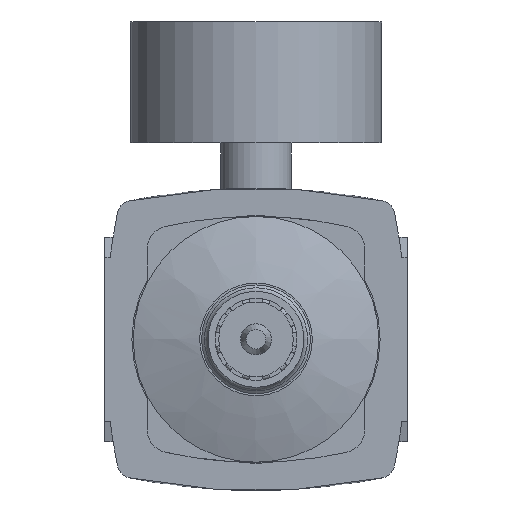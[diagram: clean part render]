
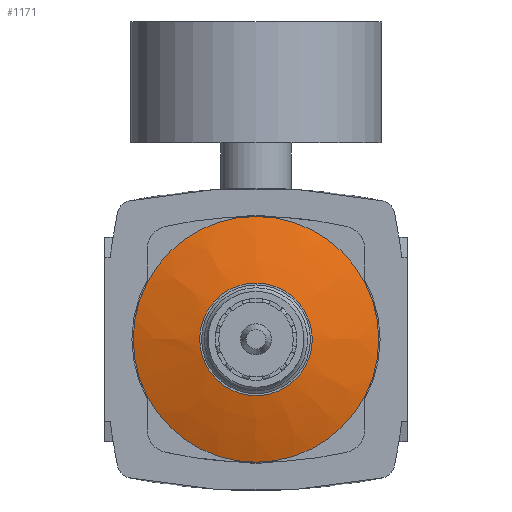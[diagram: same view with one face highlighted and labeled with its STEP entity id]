
A CAD part, front view. The second image highlights one B-rep face of the part: STEP entity #1171.
In plain terms, the highlighted free-form (B-spline) face has degree [3, 3] with [4, 7] control points.
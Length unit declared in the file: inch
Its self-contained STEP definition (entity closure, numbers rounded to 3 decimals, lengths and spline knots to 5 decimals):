
#1171 = ADVANCED_FACE( '', ( #2453, #2454 ), #2455, .T. );
#2453 = FACE_OUTER_BOUND( '', #3864, .T. );
#2454 = FACE_OUTER_BOUND( '', #3865, .T. );
#2455 = ( BOUNDED_SURFACE(  )B_SPLINE_SURFACE( 3, 3, ( ( #3868, #3869, #3870, #3871, #3872, #3873, #3874 ), ( #3875, #3876, #3877, #3878, #3879, #3880, #3881 ), ( #3882, #3883, #3884, #3885, #3886, #3887, #3888 ), ( #3889, #3890, #3891, #3892, #3893, #3894, #3895 ) ), .UNSPECIFIED., .F., .T., .F. )B_SPLINE_SURFACE_WITH_KNOTS( ( 4, 4 ), ( 4, 3, 4 ), ( 0., 6.28319 ), ( 1.21911, 1.2899, 1.36068 ), .UNSPECIFIED. )GEOMETRIC_REPRESENTATION_ITEM(  )RATIONAL_B_SPLINE_SURFACE( ( ( 1., 0.333, 0.333, 1., 0.333, 0.333, 1. ), ( 0.998, 0.333, 0.333, 0.998, 0.333, 0.333, 0.998 ), ( 0.998, 0.333, 0.333, 0.998, 0.333, 0.333, 0.998 ), ( 1., 0.333, 0.333, 1., 0.333, 0.333, 1. ) ) )REPRESENTATION_ITEM( '' )SURFACE(  ) );
#3864 = EDGE_LOOP( '', ( #7058, #7059, #7060, #7061, #7062, #7063 ) );
#3865 = EDGE_LOOP( '', ( #7064 ) );
#3868 = CARTESIAN_POINT( '', ( 0.44016, -4.471, 0. ) );
#3869 = CARTESIAN_POINT( '', ( 0.44016, -4.471, 0.88031 ) );
#3870 = CARTESIAN_POINT( '', ( -0.44016, -4.471, 0.88031 ) );
#3871 = CARTESIAN_POINT( '', ( -0.44016, -4.471, 0. ) );
#3872 = CARTESIAN_POINT( '', ( -0.44016, -4.471, -0.88031 ) );
#3873 = CARTESIAN_POINT( '', ( 0.44016, -4.471, -0.88031 ) );
#3874 = CARTESIAN_POINT( '', ( 0.44016, -4.471, 0. ) );
#3875 = CARTESIAN_POINT( '', ( 0.61685, -4.43332, 0. ) );
#3876 = CARTESIAN_POINT( '', ( 0.61685, -4.43332, 1.2337 ) );
#3877 = CARTESIAN_POINT( '', ( -0.61685, -4.43332, 1.2337 ) );
#3878 = CARTESIAN_POINT( '', ( -0.61685, -4.43332, 0. ) );
#3879 = CARTESIAN_POINT( '', ( -0.61685, -4.43332, -1.2337 ) );
#3880 = CARTESIAN_POINT( '', ( 0.61685, -4.43332, -1.2337 ) );
#3881 = CARTESIAN_POINT( '', ( 0.61685, -4.43332, 0. ) );
#3882 = CARTESIAN_POINT( '', ( 0.79043, -4.38324, 0. ) );
#3883 = CARTESIAN_POINT( '', ( 0.79043, -4.38324, 1.58087 ) );
#3884 = CARTESIAN_POINT( '', ( -0.79043, -4.38324, 1.58087 ) );
#3885 = CARTESIAN_POINT( '', ( -0.79043, -4.38324, 0. ) );
#3886 = CARTESIAN_POINT( '', ( -0.79043, -4.38324, -1.58087 ) );
#3887 = CARTESIAN_POINT( '', ( 0.79043, -4.38324, -1.58087 ) );
#3888 = CARTESIAN_POINT( '', ( 0.79043, -4.38324, 0. ) );
#3889 = CARTESIAN_POINT( '', ( 0.96004, -4.321, 0. ) );
#3890 = CARTESIAN_POINT( '', ( 0.96004, -4.321, 1.92008 ) );
#3891 = CARTESIAN_POINT( '', ( -0.96004, -4.321, 1.92008 ) );
#3892 = CARTESIAN_POINT( '', ( -0.96004, -4.321, 0. ) );
#3893 = CARTESIAN_POINT( '', ( -0.96004, -4.321, -1.92008 ) );
#3894 = CARTESIAN_POINT( '', ( 0.96004, -4.321, -1.92008 ) );
#3895 = CARTESIAN_POINT( '', ( 0.96004, -4.321, 0. ) );
#7058 = ORIENTED_EDGE( '', *, *, #8051, .T. );
#7059 = ORIENTED_EDGE( '', *, *, #7640, .T. );
#7060 = ORIENTED_EDGE( '', *, *, #8706, .T. );
#7061 = ORIENTED_EDGE( '', *, *, #7801, .T. );
#7062 = ORIENTED_EDGE( '', *, *, #7645, .T. );
#7063 = ORIENTED_EDGE( '', *, *, #8847, .T. );
#7064 = ORIENTED_EDGE( '', *, *, #8848, .F. );
#7640 = EDGE_CURVE( '', #8953, #8954, #8955, .T. );
#7645 = EDGE_CURVE( '', #8964, #8962, #8965, .T. );
#7801 = EDGE_CURVE( '', #9119, #8964, #9255, .T. );
#8051 = EDGE_CURVE( '', #9667, #8953, #9668, .T. );
#8706 = EDGE_CURVE( '', #8954, #9119, #10615, .T. );
#8847 = EDGE_CURVE( '', #8962, #9667, #10783, .T. );
#8848 = EDGE_CURVE( '', #10784, #10784, #10785, .T. );
#8953 = VERTEX_POINT( '', #10892 );
#8954 = VERTEX_POINT( '', #10893 );
#8955 = CIRCLE( '', #10894, 0.96004 );
#8962 = VERTEX_POINT( '', #10902 );
#8964 = VERTEX_POINT( '', #10905 );
#8965 = CIRCLE( '', #10906, 0.96004 );
#9119 = VERTEX_POINT( '', #11180 );
#9255 = CIRCLE( '', #11396, 0.96004 );
#9667 = VERTEX_POINT( '', #11956 );
#9668 = CIRCLE( '', #11957, 0.96004 );
#10615 = CIRCLE( '', #13339, 0.96004 );
#10783 = CIRCLE( '', #13649, 0.96004 );
#10784 = VERTEX_POINT( '', #13650 );
#10785 = CIRCLE( '', #13651, 0.44016 );
#10892 = CARTESIAN_POINT( '', ( 0.85, -4.321, -0.44629 ) );
#10893 = CARTESIAN_POINT( '', ( 0.85, -4.321, 0.44629 ) );
#10894 = AXIS2_PLACEMENT_3D( '', #13768, #13769, #13770 );
#10902 = CARTESIAN_POINT( '', ( -0.85, -4.321, -0.44629 ) );
#10905 = CARTESIAN_POINT( '', ( -0.85, -4.321, 0.44629 ) );
#10906 = AXIS2_PLACEMENT_3D( '', #13779, #13780, #13781 );
#11180 = CARTESIAN_POINT( '', ( 0., -4.321, 0.96004 ) );
#11396 = AXIS2_PLACEMENT_3D( '', #14045, #14046, #14047 );
#11956 = CARTESIAN_POINT( '', ( 0., -4.321, -0.96004 ) );
#11957 = AXIS2_PLACEMENT_3D( '', #14405, #14406, #14407 );
#13339 = AXIS2_PLACEMENT_3D( '', #15228, #15229, #15230 );
#13649 = AXIS2_PLACEMENT_3D( '', #15350, #15351, #15352 );
#13650 = CARTESIAN_POINT( '', ( 0.44016, -4.471, 0. ) );
#13651 = AXIS2_PLACEMENT_3D( '', #15353, #15354, #15355 );
#13768 = CARTESIAN_POINT( '', ( 0., -4.321, 0. ) );
#13769 = DIRECTION( '', ( 0., -1., 0. ) );
#13770 = DIRECTION( '', ( 1., 0., 0. ) );
#13779 = CARTESIAN_POINT( '', ( 0., -4.321, 0. ) );
#13780 = DIRECTION( '', ( 0., -1., 0. ) );
#13781 = DIRECTION( '', ( 1., 0., 0. ) );
#14045 = CARTESIAN_POINT( '', ( 0., -4.321, 0. ) );
#14046 = DIRECTION( '', ( 0., -1., 0. ) );
#14047 = DIRECTION( '', ( 1., 0., 0. ) );
#14405 = CARTESIAN_POINT( '', ( 0., -4.321, 0. ) );
#14406 = DIRECTION( '', ( 0., -1., 0. ) );
#14407 = DIRECTION( '', ( 1., 0., 0. ) );
#15228 = CARTESIAN_POINT( '', ( 0., -4.321, 0. ) );
#15229 = DIRECTION( '', ( 0., -1., 0. ) );
#15230 = DIRECTION( '', ( 1., 0., 0. ) );
#15350 = CARTESIAN_POINT( '', ( 0., -4.321, 0. ) );
#15351 = DIRECTION( '', ( 0., -1., 0. ) );
#15352 = DIRECTION( '', ( 1., 0., 0. ) );
#15353 = CARTESIAN_POINT( '', ( 0., -4.471, 0. ) );
#15354 = DIRECTION( '', ( 0., -1., 0. ) );
#15355 = DIRECTION( '', ( 1., 0., 0. ) );
